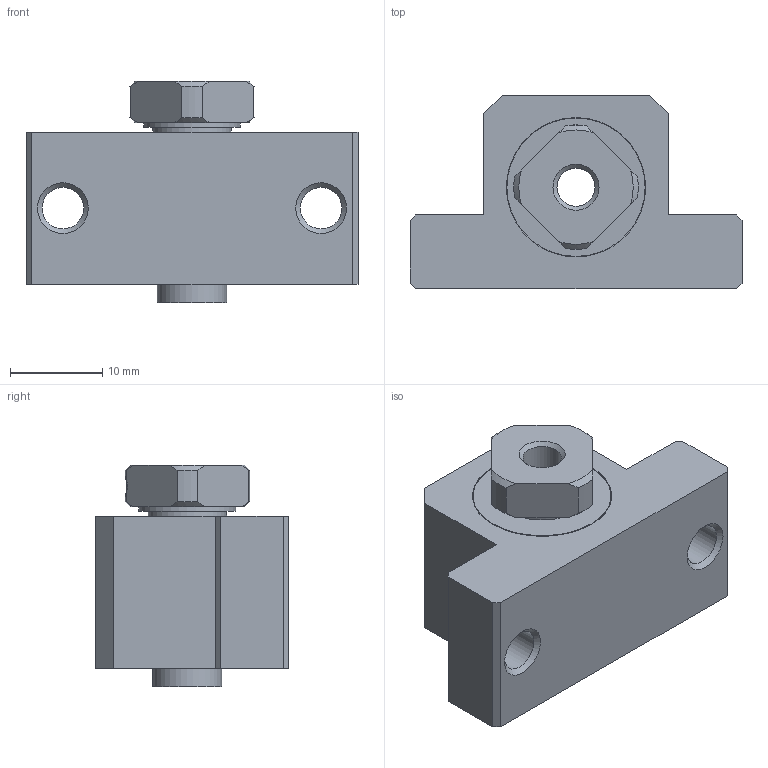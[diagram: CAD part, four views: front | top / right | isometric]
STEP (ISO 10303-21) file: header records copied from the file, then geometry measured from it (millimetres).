
FILE_DESCRIPTION( ( 'STEP AP203' ), ' ' );
FILE_NAME( 'EK_5Yes.stp', '2018-02-07T14:29:01', ( '' ), ( '' ), ' ', 'PARTsolutions', ' ' );
FILE_SCHEMA( ( 'CONFIG_CONTROL_DESIGN' ) );
Length unit declared in the file: millimetre
Products named in the file (3): EK 5Yes; _EK 5; _EK 5collar
Assembly tree (2 placements, depth 2):
  EK 5Yes
    _EK 5
    _EK 5collar
Bounding box: 36 x 21 x 24 mm (x, y, z)
Volume: 8931.7 mm3; surface area: 4006.2 mm2
Topology: 2 solids, 3 shells, 75 faces, 172 edges, 112 vertices
Faces by surface type: plane 40, cylinder 20, cone 14, torus 1
Full cylindrical faces by diameter (mm): 2.6 x2, 4.134 x1, 4.5 x2, 5 x2, 7.5 x2, 8.5 x1, 10.5 x1, 15 x2, 15.1 x2
Entity records: 2164 total; most frequent: CARTESIAN_POINT 420, DIRECTION 340, ORIENTED_EDGE 298, EDGE_CURVE 149, AXIS2_PLACEMENT_3D 131, EDGE_LOOP 114, VERTEX_POINT 111, FACE_OUTER_BOUND 91
